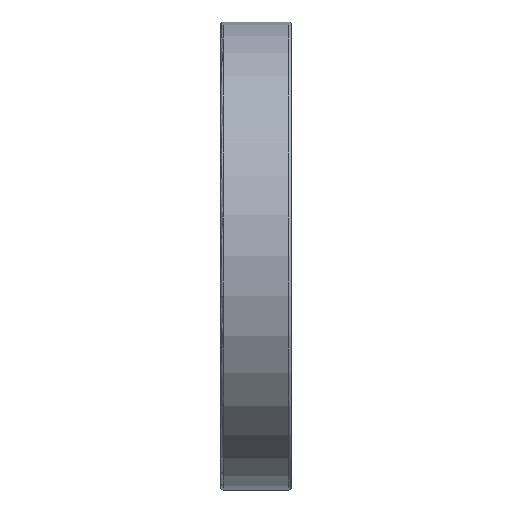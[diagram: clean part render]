
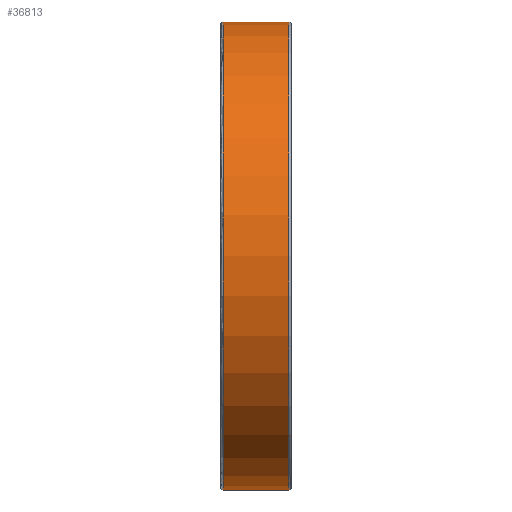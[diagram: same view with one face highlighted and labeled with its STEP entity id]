
A CAD part, top view. The second image highlights one B-rep face of the part: STEP entity #36813.
In plain terms, the highlighted cylindrical face has radius 60 mm (diameter 120 mm), a partial arc.
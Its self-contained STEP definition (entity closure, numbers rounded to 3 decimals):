
#27074=DIRECTION('',(-1.,0.,0.));
#27075=VECTOR('',#27074,16.8);
#27076=CARTESIAN_POINT('',(8.4,60.,0.));
#27077=LINE('',#27076,#27075);
#27081=DIRECTION('',(-1.,0.,0.));
#27082=VECTOR('',#27081,16.8);
#27083=CARTESIAN_POINT('',(8.4,-60.,0.));
#27084=LINE('',#27083,#27082);
#27096=CARTESIAN_POINT('',(8.4,0.,0.));
#27097=DIRECTION('',(1.,0.,0.));
#27098=DIRECTION('',(0.,1.,0.));
#27099=AXIS2_PLACEMENT_3D('',#27096,#27097,#27098);
#27104=CARTESIAN_POINT('',(-8.4,0.,0.));
#27105=DIRECTION('',(1.,0.,0.));
#27106=DIRECTION('',(0.,1.,0.));
#27107=AXIS2_PLACEMENT_3D('',#27104,#27105,#27106);
#33907=CARTESIAN_POINT('',(8.4,60.,0.));
#33908=CARTESIAN_POINT('',(-8.4,60.,0.));
#33909=VERTEX_POINT('',#33907);
#33910=VERTEX_POINT('',#33908);
#33919=CARTESIAN_POINT('',(8.4,-60.,0.));
#33920=CARTESIAN_POINT('',(-8.4,-60.,0.));
#33921=VERTEX_POINT('',#33919);
#33922=VERTEX_POINT('',#33920);
#36801=CARTESIAN_POINT('',(-9.9,0.,0.));
#36802=DIRECTION('',(1.,0.,0.));
#36803=DIRECTION('',(0.,-1.,0.));
#36804=AXIS2_PLACEMENT_3D('',#36801,#36802,#36803);
#36805=CYLINDRICAL_SURFACE('',#36804,60.);
#36806=ORIENTED_EDGE('',*,*,#36791,.F.);
#36807=ORIENTED_EDGE('',*,*,#36768,.T.);
#36808=ORIENTED_EDGE('',*,*,#36795,.T.);
#36810=ORIENTED_EDGE('',*,*,#36809,.F.);
#36811=EDGE_LOOP('',(#36806,#36807,#36808,#36810));
#36812=FACE_OUTER_BOUND('',#36811,.F.);
#27100=CIRCLE('',#27099,60.);
#27108=CIRCLE('',#27107,60.);
#36768=EDGE_CURVE('',#33909,#33921,#27100,.T.);
#36791=EDGE_CURVE('',#33909,#33910,#27077,.T.);
#36795=EDGE_CURVE('',#33921,#33922,#27084,.T.);
#36809=EDGE_CURVE('',#33910,#33922,#27108,.T.);
#36813=ADVANCED_FACE('',(#36812),#36805,.T.);
